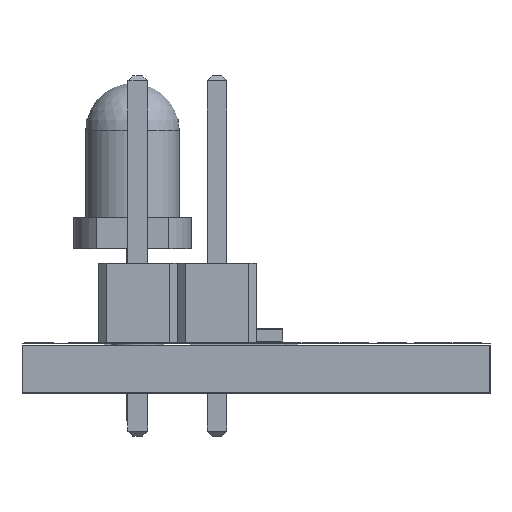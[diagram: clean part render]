
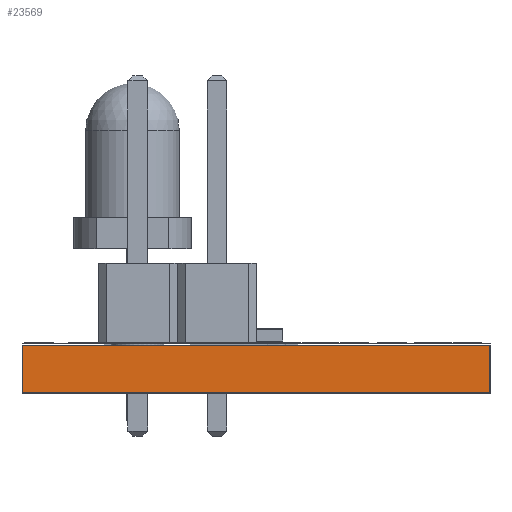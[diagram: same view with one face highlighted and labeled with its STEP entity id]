
A CAD part, left-side view. The second image highlights one B-rep face of the part: STEP entity #23569.
In plain terms, the highlighted planar face has unit normal (-1, 0, 0).
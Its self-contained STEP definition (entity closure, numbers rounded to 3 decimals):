
#23513 = VERTEX_POINT('',#23514);
#23514 = CARTESIAN_POINT('',(138.75,-111.,1.51));
#23520 = EDGE_CURVE('',#23521,#23513,#23523,.T.);
#23521 = VERTEX_POINT('',#23522);
#23522 = CARTESIAN_POINT('',(138.75,-111.,0.));
#23523 = LINE('',#23524,#23525);
#23524 = CARTESIAN_POINT('',(138.75,-111.,0.));
#23525 = VECTOR('',#23526,1.);
#23526 = DIRECTION('',(0.,0.,1.));
#23569 = ADVANCED_FACE('',(#23570),#23595,.T.);
#23570 = FACE_BOUND('',#23571,.T.);
#23571 = EDGE_LOOP('',(#23572,#23573,#23581,#23589));
#23572 = ORIENTED_EDGE('',*,*,#23520,.T.);
#23573 = ORIENTED_EDGE('',*,*,#23574,.T.);
#23574 = EDGE_CURVE('',#23513,#23575,#23577,.T.);
#23575 = VERTEX_POINT('',#23576);
#23576 = CARTESIAN_POINT('',(138.75,-96.,1.51));
#23577 = LINE('',#23578,#23579);
#23578 = CARTESIAN_POINT('',(138.75,-111.,1.51));
#23579 = VECTOR('',#23580,1.);
#23580 = DIRECTION('',(0.,1.,0.));
#23581 = ORIENTED_EDGE('',*,*,#23582,.F.);
#23582 = EDGE_CURVE('',#23583,#23575,#23585,.T.);
#23583 = VERTEX_POINT('',#23584);
#23584 = CARTESIAN_POINT('',(138.75,-96.,0.));
#23585 = LINE('',#23586,#23587);
#23586 = CARTESIAN_POINT('',(138.75,-96.,0.));
#23587 = VECTOR('',#23588,1.);
#23588 = DIRECTION('',(0.,0.,1.));
#23589 = ORIENTED_EDGE('',*,*,#23590,.F.);
#23590 = EDGE_CURVE('',#23521,#23583,#23591,.T.);
#23591 = LINE('',#23592,#23593);
#23592 = CARTESIAN_POINT('',(138.75,-111.,0.));
#23593 = VECTOR('',#23594,1.);
#23594 = DIRECTION('',(0.,1.,0.));
#23595 = PLANE('',#23596);
#23596 = AXIS2_PLACEMENT_3D('',#23597,#23598,#23599);
#23597 = CARTESIAN_POINT('',(138.75,-111.,0.));
#23598 = DIRECTION('',(-1.,0.,0.));
#23599 = DIRECTION('',(0.,1.,0.));
